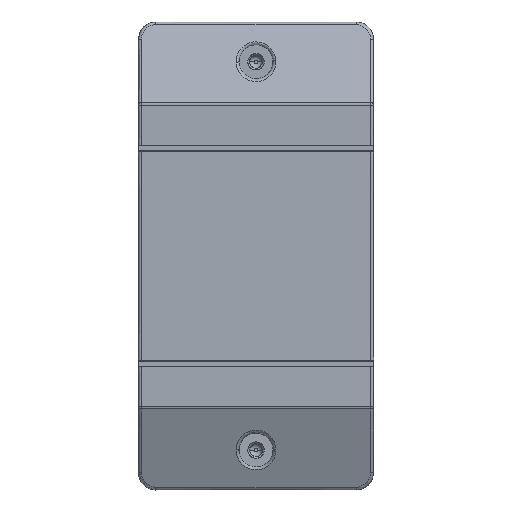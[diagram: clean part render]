
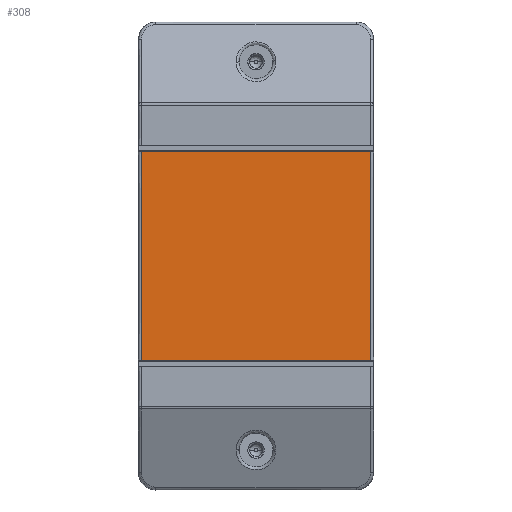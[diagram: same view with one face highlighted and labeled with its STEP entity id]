
A CAD part, top view. The second image highlights one B-rep face of the part: STEP entity #308.
In plain terms, the highlighted planar face has unit normal (0, 0, 1).
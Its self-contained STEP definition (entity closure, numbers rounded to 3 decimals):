
#308=ADVANCED_FACE('',(#1055),#12026,.T.);
#1055=FACE_OUTER_BOUND('',#1802,.T.);
#1802=EDGE_LOOP('',(#2844,#2845,#2846,#2847));
#2844=ORIENTED_EDGE('',*,*,#6604,.F.);
#2845=ORIENTED_EDGE('',*,*,#6710,.T.);
#2846=ORIENTED_EDGE('',*,*,#6670,.F.);
#2847=ORIENTED_EDGE('',*,*,#6711,.T.);
#6604=EDGE_CURVE('',#10711,#10712,#8634,.T.);
#6670=EDGE_CURVE('',#10770,#10771,#8700,.T.);
#6710=EDGE_CURVE('',#10711,#10771,#8740,.T.);
#6711=EDGE_CURVE('',#10770,#10712,#8741,.T.);
#8634=B_SPLINE_CURVE_WITH_KNOTS('',1,(#14445,#14446),.UNSPECIFIED.,.F.,
 .F.,(2,2),(0.,39.2),.UNSPECIFIED.);
#8700=B_SPLINE_CURVE_WITH_KNOTS('',1,(#14577,#14578),.UNSPECIFIED.,.F.,
 .F.,(2,2),(0.,39.2),.UNSPECIFIED.);
#8740=B_SPLINE_CURVE_WITH_KNOTS('',1,(#14659,#14660),.UNSPECIFIED.,.F.,
 .F.,(2,2),(0.,35.789),.UNSPECIFIED.);
#8741=B_SPLINE_CURVE_WITH_KNOTS('',1,(#14661,#14662),.UNSPECIFIED.,.F.,
 .F.,(2,2),(0.,35.789),.UNSPECIFIED.);
#10711=VERTEX_POINT('',#14076);
#10712=VERTEX_POINT('',#14077);
#10770=VERTEX_POINT('',#14135);
#10771=VERTEX_POINT('',#14136);
#12026=PLANE('',#12671);
#12671=AXIS2_PLACEMENT_3D('',#13906,#13288,$);
#13288=DIRECTION('',(0.,0.,1.));
#13906=CARTESIAN_POINT('',(-23.629,-21.6,22.201));
#14076=CARTESIAN_POINT('',(-19.589,17.888,22.201));
#14077=CARTESIAN_POINT('',(19.611,17.888,22.201));
#14135=CARTESIAN_POINT('',(19.611,-17.901,22.201));
#14136=CARTESIAN_POINT('',(-19.589,-17.901,22.201));
#14445=CARTESIAN_POINT('',(-19.589,17.888,22.201));
#14446=CARTESIAN_POINT('',(19.611,17.888,22.201));
#14577=CARTESIAN_POINT('',(19.611,-17.901,22.201));
#14578=CARTESIAN_POINT('',(-19.589,-17.901,22.201));
#14659=CARTESIAN_POINT('',(-19.589,17.888,22.201));
#14660=CARTESIAN_POINT('',(-19.589,-17.901,22.201));
#14661=CARTESIAN_POINT('',(19.611,-17.901,22.201));
#14662=CARTESIAN_POINT('',(19.611,17.888,22.201));
